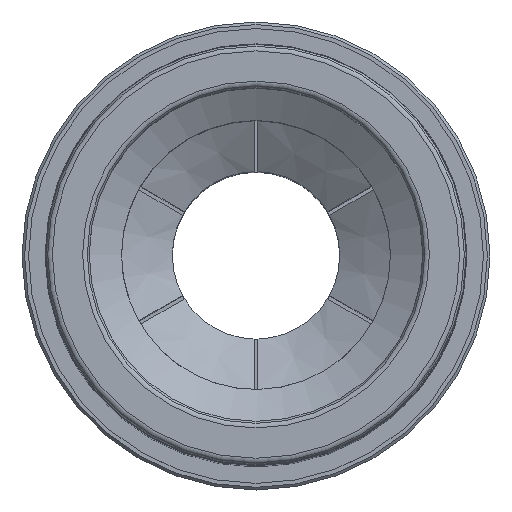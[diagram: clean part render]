
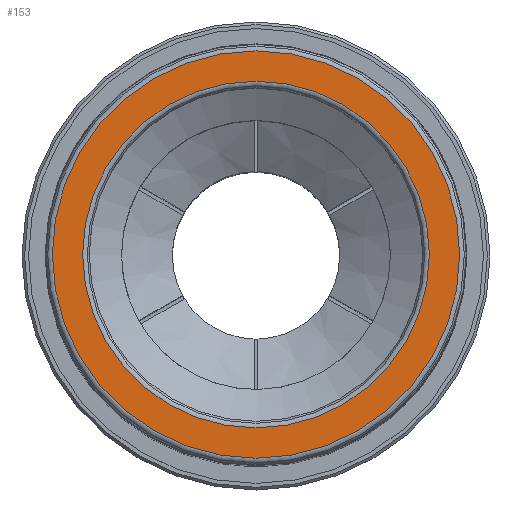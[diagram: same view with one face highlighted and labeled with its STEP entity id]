
A CAD part, top view. The second image highlights one B-rep face of the part: STEP entity #153.
In plain terms, the highlighted planar face has unit normal (0, 0, 1).
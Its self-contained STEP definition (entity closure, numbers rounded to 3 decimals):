
#127=PLANE('',#1127);
#153=ADVANCED_FACE('',(#226,#227),#127,.F.);
#226=FACE_BOUND('',#287,.T.);
#227=FACE_BOUND('',#288,.T.);
#287=EDGE_LOOP('',(#453));
#288=EDGE_LOOP('',(#454));
#387=CIRCLE('',#1125,15.45);
#388=CIRCLE('',#1126,13.15);
#453=ORIENTED_EDGE('',*,*,#841,.T.);
#454=ORIENTED_EDGE('',*,*,#842,.T.);
#734=VERTEX_POINT('',#1576);
#735=VERTEX_POINT('',#1578);
#841=EDGE_CURVE('',#734,#734,#387,.T.);
#842=EDGE_CURVE('',#735,#735,#388,.T.);
#1125=AXIS2_PLACEMENT_3D('',#1575,#1273,#1274);
#1126=AXIS2_PLACEMENT_3D('',#1577,#1275,#1276);
#1127=AXIS2_PLACEMENT_3D('',#1579,#1277,#1278);
#1273=DIRECTION('',(0.,0.,1.));
#1274=DIRECTION('',(-1.,0.,0.));
#1275=DIRECTION('',(0.,0.,-1.));
#1276=DIRECTION('',(1.,0.,0.));
#1277=DIRECTION('',(0.,0.,-1.));
#1278=DIRECTION('',(1.,0.,0.));
#1575=CARTESIAN_POINT('',(0.,0.,60.5));
#1576=CARTESIAN_POINT('',(-15.45,0.,60.5));
#1577=CARTESIAN_POINT('',(0.,0.,60.5));
#1578=CARTESIAN_POINT('',(13.15,0.,60.5));
#1579=CARTESIAN_POINT('',(0.,0.,60.5));
